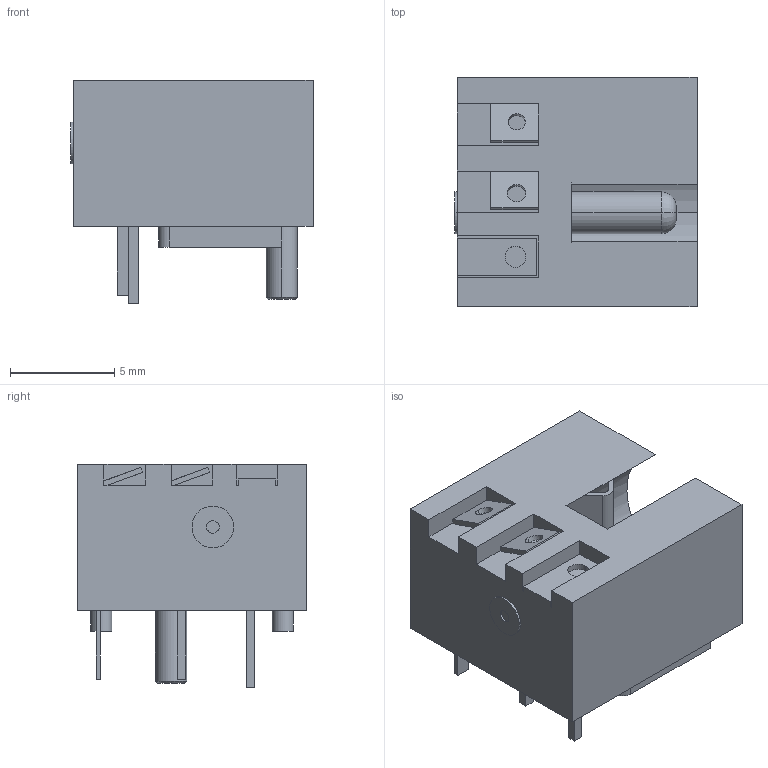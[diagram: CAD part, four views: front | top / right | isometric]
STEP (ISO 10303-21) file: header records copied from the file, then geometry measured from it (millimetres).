
FILE_DESCRIPTION (( 'STEP AP203' ), '1' );
FILE_NAME ('CUI_DEVICES_PJ-012A.step', '2019-10-20T23:16:52', ( '' ), ( '' ), 'SwSTEP 2.0', 'SolidWorks 2019', '' );
FILE_SCHEMA (( 'CONFIG_CONTROL_DESIGN' ));
Length unit declared in the file: inch
Products named in the file (1): CUI_DEVICES_PJ-012A
Bounding box: 11.6 x 11 x 10.7 mm (x, y, z)
Volume: 704.4 mm3; surface area: 834.1 mm2
Topology: 1 solids, 1 shells, 93 faces, 247 edges, 164 vertices
Faces by surface type: plane 69, cylinder 20, torus 2, cone 2
Entity records: 2970 total; most frequent: CARTESIAN_POINT 535, ORIENTED_EDGE 494, DIRECTION 475, EDGE_CURVE 247, LINE 187, VECTOR 187, VERTEX_POINT 164, AXIS2_PLACEMENT_3D 144
